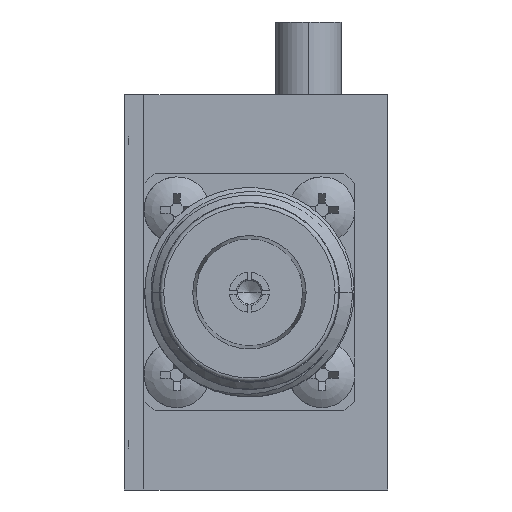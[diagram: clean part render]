
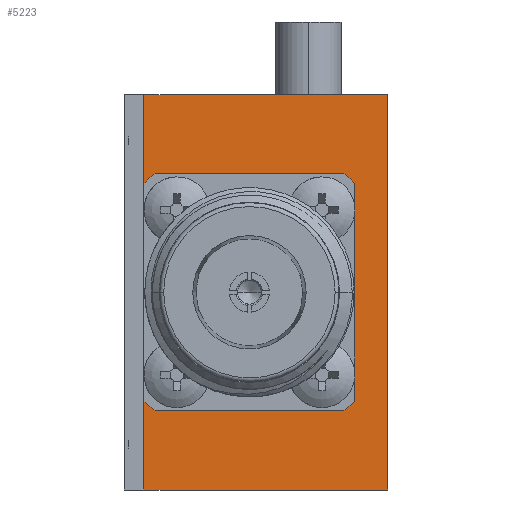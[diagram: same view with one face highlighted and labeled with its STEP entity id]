
A CAD part, left-side view. The second image highlights one B-rep face of the part: STEP entity #5223.
In plain terms, the highlighted planar face has unit normal (-1, 0, 0).
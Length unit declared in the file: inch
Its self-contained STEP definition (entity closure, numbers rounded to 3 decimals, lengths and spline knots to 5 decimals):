
#151 = EDGE_CURVE ( 'NONE', #7003, #3225, #5086, .T. ) ;
#221 = EDGE_LOOP ( 'NONE', ( #1747, #5920, #2908, #1494 ) ) ;
#319 = LINE ( 'NONE', #956, #5044 ) ;
#808 = LINE ( 'NONE', #4270, #2812 ) ;
#911 = DIRECTION ( 'NONE',  ( 0., -1., 0. ) ) ;
#948 = VECTOR ( 'NONE', #5879, 39.37008 ) ;
#956 = CARTESIAN_POINT ( 'NONE',  ( -1.92913, 0.72835, 0.59055 ) ) ;
#1156 = CARTESIAN_POINT ( 'NONE',  ( -1.92913, 0., -0.59055 ) ) ;
#1203 = VERTEX_POINT ( 'NONE', #5780 ) ;
#1494 = ORIENTED_EDGE ( 'NONE', *, *, #151, .T. ) ;
#1743 = PLANE ( 'NONE',  #3286 ) ;
#1747 = ORIENTED_EDGE ( 'NONE', *, *, #1802, .T. ) ;
#1802 = EDGE_CURVE ( 'NONE', #3225, #1203, #808, .T. ) ;
#1825 = CARTESIAN_POINT ( 'NONE',  ( -1.92913, 0.72835, -0.59055 ) ) ;
#1988 = LINE ( 'NONE', #5986, #948 ) ;
#2812 = VECTOR ( 'NONE', #3207, 39.37008 ) ;
#2908 = ORIENTED_EDGE ( 'NONE', *, *, #6285, .F. ) ;
#3207 = DIRECTION ( 'NONE',  ( 0., 0., 1. ) ) ;
#3225 = VERTEX_POINT ( 'NONE', #1156 ) ;
#3286 = AXIS2_PLACEMENT_3D ( 'NONE', #5602, #4466, #7269 ) ;
#3339 = DIRECTION ( 'NONE',  ( 0., -1., 0. ) ) ;
#4270 = CARTESIAN_POINT ( 'NONE',  ( -1.92913, 0., -0.59055 ) ) ;
#4329 = VERTEX_POINT ( 'NONE', #6767 ) ;
#4466 = DIRECTION ( 'NONE',  ( 1., 0., 0. ) ) ;
#4537 = CARTESIAN_POINT ( 'NONE',  ( -1.92913, 0.72835, -0.59055 ) ) ;
#5044 = VECTOR ( 'NONE', #911, 39.37008 ) ;
#5086 = LINE ( 'NONE', #4537, #7041 ) ;
#5223 = ADVANCED_FACE ( 'NONE', ( #6126 ), #1743, .F. ) ;
#5602 = CARTESIAN_POINT ( 'NONE',  ( -1.92913, 0.72835, -0.59055 ) ) ;
#5780 = CARTESIAN_POINT ( 'NONE',  ( -1.92913, 0., 0.59055 ) ) ;
#5879 = DIRECTION ( 'NONE',  ( 0., 0., 1. ) ) ;
#5920 = ORIENTED_EDGE ( 'NONE', *, *, #6128, .F. ) ;
#5986 = CARTESIAN_POINT ( 'NONE',  ( -1.92913, 0.72835, -0.59055 ) ) ;
#6126 = FACE_OUTER_BOUND ( 'NONE', #221, .T. ) ;
#6128 = EDGE_CURVE ( 'NONE', #4329, #1203, #319, .T. ) ;
#6285 = EDGE_CURVE ( 'NONE', #7003, #4329, #1988, .T. ) ;
#6767 = CARTESIAN_POINT ( 'NONE',  ( -1.92913, 0.72835, 0.59055 ) ) ;
#7003 = VERTEX_POINT ( 'NONE', #1825 ) ;
#7041 = VECTOR ( 'NONE', #3339, 39.37008 ) ;
#7269 = DIRECTION ( 'NONE',  ( 0., 0., -1. ) ) ;
